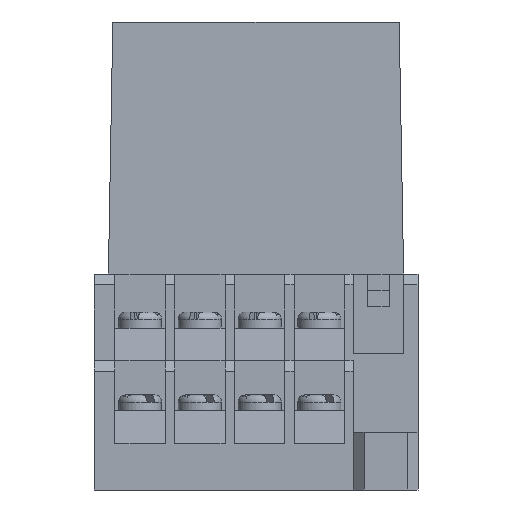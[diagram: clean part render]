
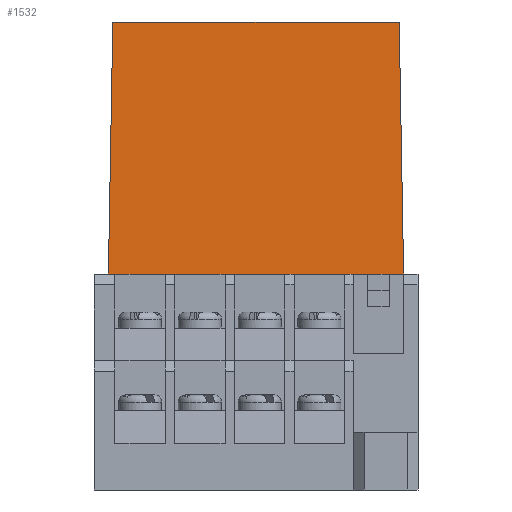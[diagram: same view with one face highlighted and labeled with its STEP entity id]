
A CAD part, front view. The second image highlights one B-rep face of the part: STEP entity #1532.
In plain terms, the highlighted planar face has unit normal (0, -1, 0.018).
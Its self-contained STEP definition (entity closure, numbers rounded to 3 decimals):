
#79 = LINE ( 'NONE', #1259, #3593 ) ;
#531 = CARTESIAN_POINT ( 'NONE',  ( -20.5, -13.5, 30. ) ) ;
#1037 = CARTESIAN_POINT ( 'NONE',  ( -19.889, -12.889, 65. ) ) ;
#1259 = CARTESIAN_POINT ( 'NONE',  ( 20.5, -13.5, 30. ) ) ;
#1532 = ADVANCED_FACE ( 'NONE', ( #13912 ), #10746, .T. ) ;
#2021 = LINE ( 'NONE', #2927, #4942 ) ;
#2098 = CARTESIAN_POINT ( 'NONE',  ( 20.5, -13.5, 30. ) ) ;
#2416 = VERTEX_POINT ( 'NONE', #2098 ) ;
#2644 = ORIENTED_EDGE ( 'NONE', *, *, #14410, .T. ) ;
#2770 = DIRECTION ( 'NONE',  ( 1., 0., 0. ) ) ;
#2927 = CARTESIAN_POINT ( 'NONE',  ( -20.5, -13.5, 30. ) ) ;
#3521 = AXIS2_PLACEMENT_3D ( 'NONE', #3686, #11927, #14403 ) ;
#3593 = VECTOR ( 'NONE', #4640, 1000. ) ;
#3686 = CARTESIAN_POINT ( 'NONE',  ( -20.5, -13.5, 30. ) ) ;
#3876 = EDGE_CURVE ( 'NONE', #10444, #14636, #9534, .T. ) ;
#3963 = VECTOR ( 'NONE', #15238, 1000. ) ;
#4640 = DIRECTION ( 'NONE',  ( 0.017, -0.017, -1. ) ) ;
#4684 = DIRECTION ( 'NONE',  ( -0.017, -0.017, -1. ) ) ;
#4942 = VECTOR ( 'NONE', #2770, 1000. ) ;
#5441 = EDGE_LOOP ( 'NONE', ( #2644, #12194, #9332, #8247 ) ) ;
#6389 = VECTOR ( 'NONE', #4684, 1000. ) ;
#6841 = VERTEX_POINT ( 'NONE', #14324 ) ;
#6868 = CARTESIAN_POINT ( 'NONE',  ( 0., -12.889, 65. ) ) ;
#8087 = EDGE_CURVE ( 'NONE', #10444, #6841, #9102, .T. ) ;
#8160 = EDGE_CURVE ( 'NONE', #6841, #2416, #79, .T. ) ;
#8247 = ORIENTED_EDGE ( 'NONE', *, *, #3876, .T. ) ;
#9102 = LINE ( 'NONE', #6868, #3963 ) ;
#9332 = ORIENTED_EDGE ( 'NONE', *, *, #8087, .F. ) ;
#9534 = LINE ( 'NONE', #531, #6389 ) ;
#10444 = VERTEX_POINT ( 'NONE', #1037 ) ;
#10746 = PLANE ( 'NONE',  #3521 ) ;
#11927 = DIRECTION ( 'NONE',  ( 0., -1., 0.017 ) ) ;
#12194 = ORIENTED_EDGE ( 'NONE', *, *, #8160, .F. ) ;
#13856 = CARTESIAN_POINT ( 'NONE',  ( -20.5, -13.5, 30. ) ) ;
#13912 = FACE_OUTER_BOUND ( 'NONE', #5441, .T. ) ;
#14324 = CARTESIAN_POINT ( 'NONE',  ( 19.889, -12.889, 65. ) ) ;
#14403 = DIRECTION ( 'NONE',  ( 0., -0.017, -1. ) ) ;
#14410 = EDGE_CURVE ( 'NONE', #14636, #2416, #2021, .T. ) ;
#14636 = VERTEX_POINT ( 'NONE', #13856 ) ;
#15238 = DIRECTION ( 'NONE',  ( 1., 0., 0. ) ) ;
